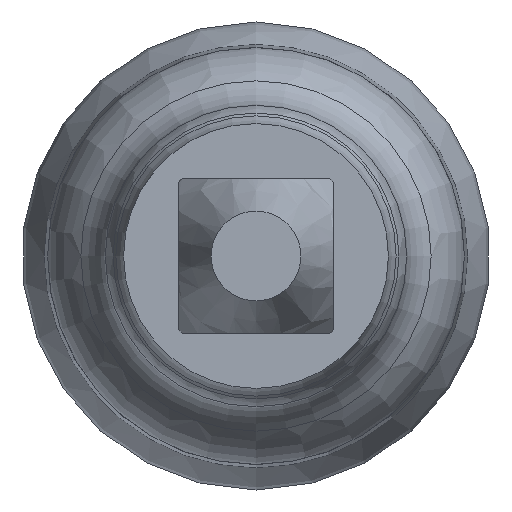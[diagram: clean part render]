
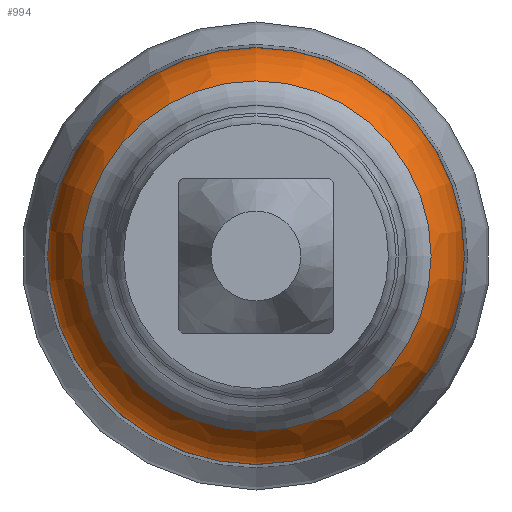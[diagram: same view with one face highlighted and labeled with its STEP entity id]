
A CAD part, left-side view. The second image highlights one B-rep face of the part: STEP entity #994.
In plain terms, the highlighted toroidal (fillet/blend) face has major radius 0.343 mm and minor radius 0.483 mm.
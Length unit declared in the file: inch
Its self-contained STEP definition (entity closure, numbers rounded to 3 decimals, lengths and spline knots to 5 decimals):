
#14 = EDGE_CURVE ( 'NONE', #968, #968, #999, .T. ) ;
#52 = EDGE_CURVE ( 'NONE', #793, #793, #662, .T. ) ;
#142 = DIRECTION ( 'NONE',  ( -1., 0., 0. ) ) ;
#210 = AXIS2_PLACEMENT_3D ( 'NONE', #328, #590, #849 ) ;
#225 = AXIS2_PLACEMENT_3D ( 'NONE', #507, #142, #235 ) ;
#235 = DIRECTION ( 'NONE',  ( 0., 0., 1. ) ) ;
#328 = CARTESIAN_POINT ( 'NONE',  ( 0.11463, 0., 0. ) ) ;
#348 = CARTESIAN_POINT ( 'NONE',  ( 0.11463, 0., 0.0325 ) ) ;
#480 = AXIS2_PLACEMENT_3D ( 'NONE', #765, #956, #1154 ) ;
#481 = ORIENTED_EDGE ( 'NONE', *, *, #52, .T. ) ;
#507 = CARTESIAN_POINT ( 'NONE',  ( 0.11465, 0., 0. ) ) ;
#590 = DIRECTION ( 'NONE',  ( -1., 0., 0. ) ) ;
#609 = EDGE_LOOP ( 'NONE', ( #481 ) ) ;
#662 = CIRCLE ( 'NONE', #210, 0.0325 ) ;
#694 = ORIENTED_EDGE ( 'NONE', *, *, #14, .F. ) ;
#765 = CARTESIAN_POINT ( 'NONE',  ( 0.10161, 0., 0. ) ) ;
#776 = EDGE_LOOP ( 'NONE', ( #694 ) ) ;
#786 = FACE_OUTER_BOUND ( 'NONE', #609, .T. ) ;
#793 = VERTEX_POINT ( 'NONE', #348 ) ;
#822 = TOROIDAL_SURFACE ( 'NONE', #225, 0.0135, 0.019 ) ;
#849 = DIRECTION ( 'NONE',  ( 0., 0., 1. ) ) ;
#900 = CARTESIAN_POINT ( 'NONE',  ( 0.10161, 0., 0.02732 ) ) ;
#956 = DIRECTION ( 'NONE',  ( -1., 0., 0. ) ) ;
#968 = VERTEX_POINT ( 'NONE', #900 ) ;
#977 = FACE_OUTER_BOUND ( 'NONE', #776, .T. ) ;
#994 = ADVANCED_FACE ( 'NONE', ( #977, #786 ), #822, .T. ) ;
#999 = CIRCLE ( 'NONE', #480, 0.02732 ) ;
#1154 = DIRECTION ( 'NONE',  ( 0., 0., 1. ) ) ;
